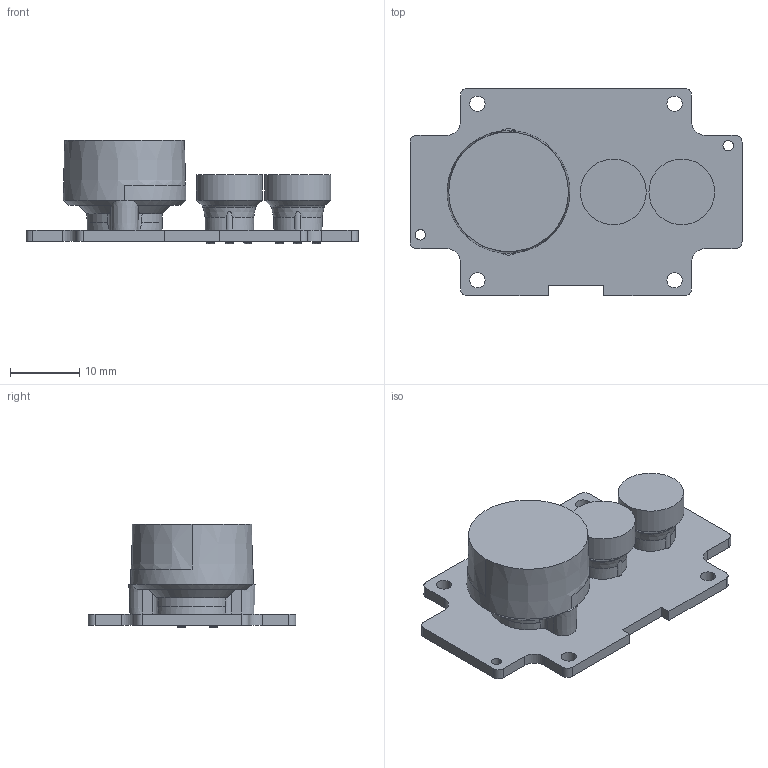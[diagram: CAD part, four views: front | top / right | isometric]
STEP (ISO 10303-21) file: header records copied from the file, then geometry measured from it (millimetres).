
FILE_DESCRIPTION((''),'2;1');
FILE_NAME('TF02-2701-VCSEL-ALL-001_ASM','2020-01-13T',('Benewake賦凳001'),(''),'CREO PARAMETRIC BY PTC INC, 2015480','CREO PARAMETRIC BY PTC INC, 2015480','');
FILE_SCHEMA(('CONFIG_CONTROL_DESIGN'));
Length unit declared in the file: millimetre
Products named in the file (4): TF02-PCB; 諉彶釱; 楷扞釱; TF02-2701-VCSEL-ALL-001_ASM
Assembly tree (4 placements, depth 2):
  TF02-2701-VCSEL-ALL-001_ASM
    TF02-PCB
    諉彶釱
    楷扞釱  x2
Bounding box: 48 x 30 x 15 mm (x, y, z)
Volume: 5033.3 mm3; surface area: 5119.5 mm2
Topology: 4 solids, 4 shells, 213 faces, 550 edges, 354 vertices
Faces by surface type: cylinder 90, plane 69, cone 38, torus 16
Entity records: 7841 total; most frequent: CARTESIAN_POINT 1209, DIRECTION 1060, ORIENTED_EDGE 948, PRESENTATION_STYLE_ASSIGNMENT 526, STYLED_ITEM 526, CURVE_STYLE 474, EDGE_CURVE 474, AXIS2_PLACEMENT_3D 417
